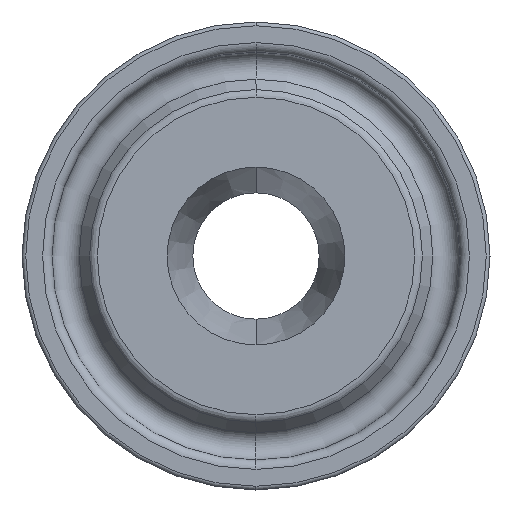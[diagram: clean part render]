
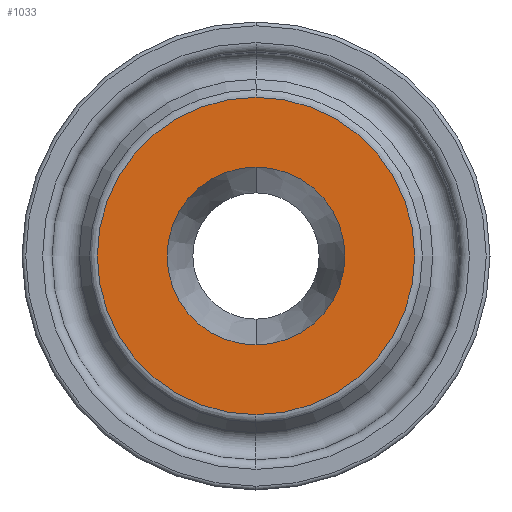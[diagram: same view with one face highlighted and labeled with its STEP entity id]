
A CAD part, left-side view. The second image highlights one B-rep face of the part: STEP entity #1033.
In plain terms, the highlighted planar face has unit normal (-1, 0, 0).
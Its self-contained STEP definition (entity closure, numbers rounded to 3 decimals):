
#10 = AXIS2_PLACEMENT_3D ( 'NONE', #639, #555, #1164 ) ;
#41 = AXIS2_PLACEMENT_3D ( 'NONE', #288, #486, #201 ) ;
#55 = DIRECTION ( 'NONE',  ( 0., 0., 1. ) ) ;
#100 = VERTEX_POINT ( 'NONE', #628 ) ;
#107 = CIRCLE ( 'NONE', #525, 8.478 ) ;
#117 = DIRECTION ( 'NONE',  ( 0., 0., 1. ) ) ;
#134 = VERTEX_POINT ( 'NONE', #814 ) ;
#140 = PLANE ( 'NONE',  #144 ) ;
#144 = AXIS2_PLACEMENT_3D ( 'NONE', #1038, #761, #55 ) ;
#201 = DIRECTION ( 'NONE',  ( 0., 0., 1. ) ) ;
#238 = EDGE_CURVE ( 'NONE', #134, #100, #671, .T. ) ;
#288 = CARTESIAN_POINT ( 'NONE',  ( 0.8, 0., 0. ) ) ;
#302 = CARTESIAN_POINT ( 'NONE',  ( 0.8, 0., -4.75 ) ) ;
#350 = CIRCLE ( 'NONE', #10, 4.75 ) ;
#404 = CIRCLE ( 'NONE', #41, 4.75 ) ;
#405 = DIRECTION ( 'NONE',  ( -1., 0., 0. ) ) ;
#450 = ORIENTED_EDGE ( 'NONE', *, *, #925, .F. ) ;
#470 = DIRECTION ( 'NONE',  ( -1., 0., 0. ) ) ;
#473 = ORIENTED_EDGE ( 'NONE', *, *, #238, .T. ) ;
#486 = DIRECTION ( 'NONE',  ( -1., 0., 0. ) ) ;
#525 = AXIS2_PLACEMENT_3D ( 'NONE', #1120, #405, #595 ) ;
#555 = DIRECTION ( 'NONE',  ( -1., 0., 0. ) ) ;
#557 = VERTEX_POINT ( 'NONE', #302 ) ;
#570 = ORIENTED_EDGE ( 'NONE', *, *, #1052, .T. ) ;
#595 = DIRECTION ( 'NONE',  ( 0., 0., 1. ) ) ;
#600 = FACE_OUTER_BOUND ( 'NONE', #1011, .T. ) ;
#617 = CARTESIAN_POINT ( 'NONE',  ( 0.8, 0., 4.75 ) ) ;
#628 = CARTESIAN_POINT ( 'NONE',  ( 0.8, 0., 8.478 ) ) ;
#639 = CARTESIAN_POINT ( 'NONE',  ( 0.8, 0., 0. ) ) ;
#671 = CIRCLE ( 'NONE', #702, 8.478 ) ;
#702 = AXIS2_PLACEMENT_3D ( 'NONE', #1012, #470, #117 ) ;
#720 = EDGE_CURVE ( 'NONE', #836, #557, #350, .T. ) ;
#761 = DIRECTION ( 'NONE',  ( -1., 0., 0. ) ) ;
#791 = ORIENTED_EDGE ( 'NONE', *, *, #720, .F. ) ;
#814 = CARTESIAN_POINT ( 'NONE',  ( 0.8, 0., -8.478 ) ) ;
#836 = VERTEX_POINT ( 'NONE', #617 ) ;
#915 = EDGE_LOOP ( 'NONE', ( #791, #450 ) ) ;
#925 = EDGE_CURVE ( 'NONE', #557, #836, #404, .T. ) ;
#1011 = EDGE_LOOP ( 'NONE', ( #570, #473 ) ) ;
#1012 = CARTESIAN_POINT ( 'NONE',  ( 0.8, 0., 0. ) ) ;
#1033 = ADVANCED_FACE ( 'NONE', ( #1142, #600 ), #140, .T. ) ;
#1038 = CARTESIAN_POINT ( 'NONE',  ( 0.8, 0., 0. ) ) ;
#1052 = EDGE_CURVE ( 'NONE', #100, #134, #107, .T. ) ;
#1120 = CARTESIAN_POINT ( 'NONE',  ( 0.8, 0., 0. ) ) ;
#1142 = FACE_BOUND ( 'NONE', #915, .T. ) ;
#1164 = DIRECTION ( 'NONE',  ( 0., 0., 1. ) ) ;
